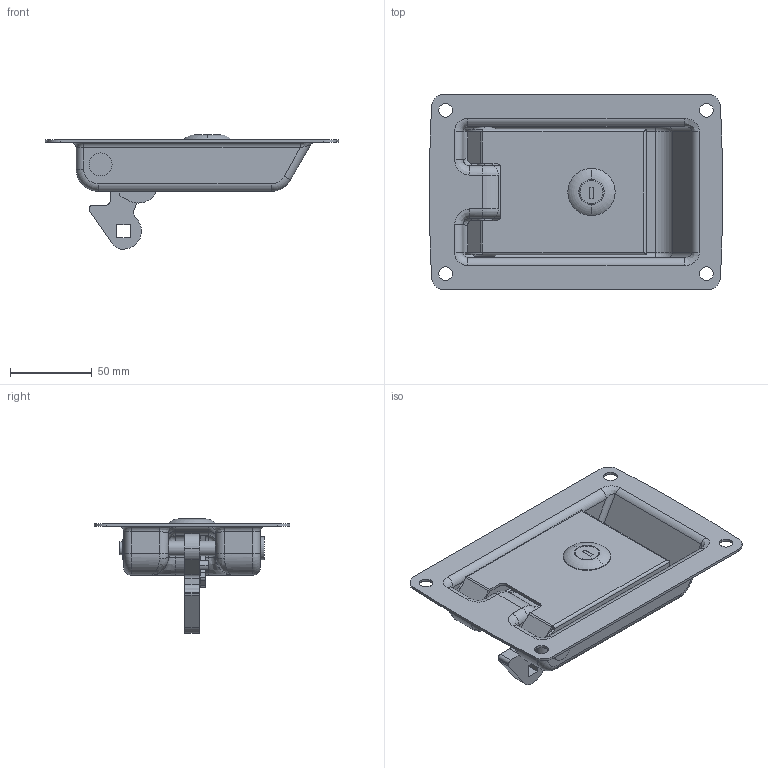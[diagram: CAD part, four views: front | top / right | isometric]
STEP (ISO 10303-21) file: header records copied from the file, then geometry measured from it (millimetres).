
FILE_DESCRIPTION (( 'STEP AP203' ), '1' );
FILE_NAME ('A-838-B-1.STEP', '2019-12-23T06:12:06', ( '' ), ( '' ), 'SwSTEP 2.0', 'SolidWorks 2014', '' );
FILE_SCHEMA (( 'CONFIG_CONTROL_DESIGN' ));
Length unit declared in the file: millimetre
Products named in the file (10): A-838-B-1_フック_; A-838-B-1_ヘッダーピン_; A-838-B-2_C型止め輪__JIS B 2804 Shaft use 10; A-838-B-1_シリンダーケース_; A-838-B-1_ハンドル_; A-838-B-1_ストッパー_; R200_公開用_R200-4; A-838-B-1儘僢僋僾儗乕僩_; A-838-B-1_ハウジング_; A-838-B-1
Assembly tree (9 placements, depth 2):
  A-838-B-1
    A-838-B-1_ハウジング_
    A-838-B-1_ハンドル_
    A-838-B-1_ストッパー_
    A-838-B-1_フック_
    A-838-B-1_ヘッダーピン_
    A-838-B-1_シリンダーケース_
    R200_公開用_R200-4
    A-838-B-1儘僢僋僾儗乕僩_
    A-838-B-2_C型止め輪__JIS B 2804 Shaft use 10
Bounding box: 179.69 x 120 x 70.1 mm (x, y, z)
Volume: 103928.9 mm3; surface area: 112091.4 mm2
Topology: 9 solids, 9 shells, 448 faces, 1142 edges, 724 vertices
Faces by surface type: cylinder 211, plane 177, torus 36, bspline 16, cone 8
Entity records: 16693 total; most frequent: CARTESIAN_POINT 4503, DIRECTION 2456, ORIENTED_EDGE 2272, EDGE_CURVE 1136, AXIS2_PLACEMENT_3D 924, VERTEX_POINT 724, LINE 608, VECTOR 608
